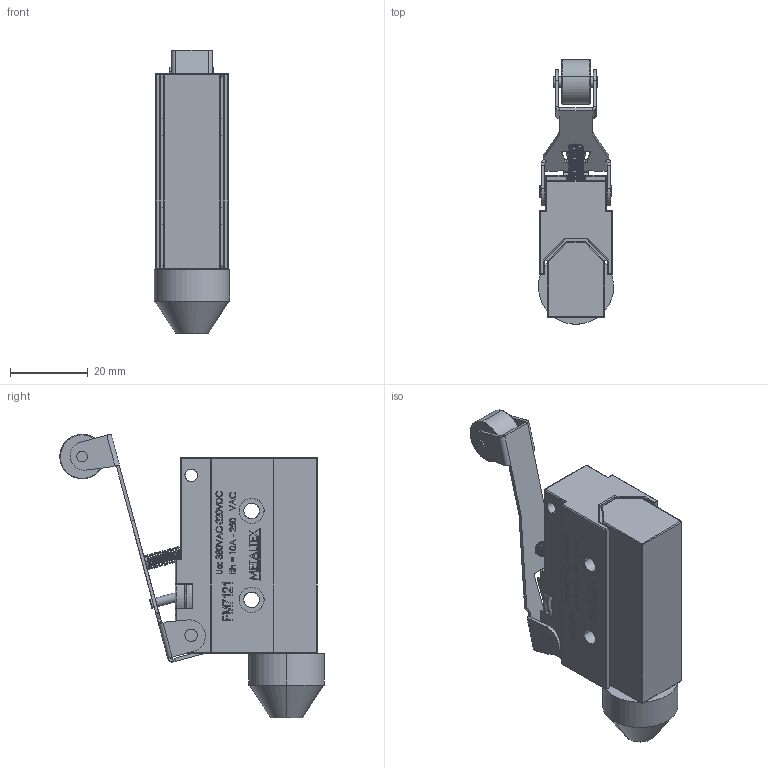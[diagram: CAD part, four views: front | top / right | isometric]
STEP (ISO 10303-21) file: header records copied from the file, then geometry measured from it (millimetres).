
FILE_DESCRIPTION(('FreeCAD Model'),'2;1');
FILE_NAME('Open CASCADE Shape Model','2025-05-09T10:38:57',('FreeCAD'),( 'FreeCAD'),'Open CASCADE STEP processor 7.6','FreeCAD','Unknown');
FILE_SCHEMA(('AUTOMOTIVE_DESIGN { 1 0 10303 214 1 1 1 1 }'));
Products named in the file (1): Open CASCADE STEP translator 7.6 1
Bounding box: 19.3 x 67.87 x 72.92 mm (x, y, z)
Volume: 28754.7 mm3; surface area: 17160.5 mm2
Topology: 8 solids, 8 shells, 952 faces, 2438 edges, 1536 vertices
Faces by surface type: bspline 952
Entity records: 43611 total; most frequent: CARTESIAN_POINT 29193, ORIENTED_EDGE 4810, EDGE_CURVE 2405, B_SPLINE_CURVE_WITH_KNOTS 1904, VERTEX_POINT 1536, FACE_BOUND 1055, EDGE_LOOP 1055, ADVANCED_FACE 952
